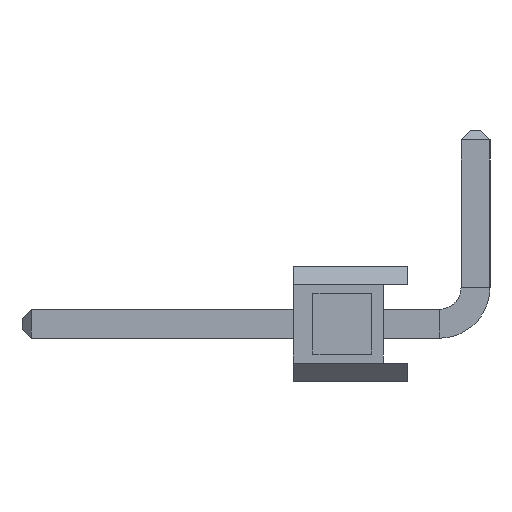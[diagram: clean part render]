
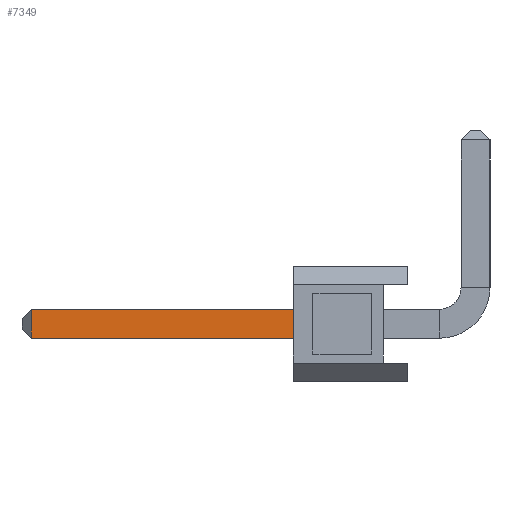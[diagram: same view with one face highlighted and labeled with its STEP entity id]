
A CAD part, left-side view. The second image highlights one B-rep face of the part: STEP entity #7349.
In plain terms, the highlighted planar face has unit normal (-1, 0, 0).
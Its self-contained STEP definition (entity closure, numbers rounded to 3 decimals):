
#264 = CARTESIAN_POINT ( 'NONE',  ( -0.32, 8.34, -0.32 ) ) ;
#1545 = VERTEX_POINT ( 'NONE', #44036 ) ;
#3144 = ORIENTED_EDGE ( 'NONE', *, *, #32904, .F. ) ;
#3692 = ORIENTED_EDGE ( 'NONE', *, *, #21161, .T. ) ;
#5991 = CARTESIAN_POINT ( 'NONE',  ( -0.32, 2.54, 0. ) ) ;
#6786 = PLANE ( 'NONE',  #39291 ) ;
#7349 = ADVANCED_FACE ( 'NONE', ( #38849 ), #6786, .T. ) ;
#8511 = EDGE_CURVE ( 'NONE', #1545, #10587, #38029, .T. ) ;
#10436 = VECTOR ( 'NONE', #20171, 1000. ) ;
#10587 = VERTEX_POINT ( 'NONE', #264 ) ;
#12581 = VERTEX_POINT ( 'NONE', #45553 ) ;
#13305 = ORIENTED_EDGE ( 'NONE', *, *, #29087, .F. ) ;
#14253 = VERTEX_POINT ( 'NONE', #37909 ) ;
#15588 = DIRECTION ( 'NONE',  ( 0., 1., 0. ) ) ;
#17424 = LINE ( 'NONE', #30078, #41295 ) ;
#18159 = DIRECTION ( 'NONE',  ( -1., 0., 0. ) ) ;
#19620 = EDGE_LOOP ( 'NONE', ( #3692, #34237, #3144, #13305 ) ) ;
#20171 = DIRECTION ( 'NONE',  ( 0., 0., -1. ) ) ;
#21161 = EDGE_CURVE ( 'NONE', #14253, #1545, #17424, .T. ) ;
#21404 = DIRECTION ( 'NONE',  ( 0., 0., 1. ) ) ;
#22155 = CARTESIAN_POINT ( 'NONE',  ( -0.32, -0.7, -0.32 ) ) ;
#25247 = VECTOR ( 'NONE', #37112, 1000. ) ;
#26564 = CARTESIAN_POINT ( 'NONE',  ( -0.32, 8.34, -0.32 ) ) ;
#29087 = EDGE_CURVE ( 'NONE', #14253, #12581, #38776, .T. ) ;
#29614 = DIRECTION ( 'NONE',  ( 0., 1., 0. ) ) ;
#30078 = CARTESIAN_POINT ( 'NONE',  ( -0.32, -0.7, 0.32 ) ) ;
#32904 = EDGE_CURVE ( 'NONE', #12581, #10587, #40410, .T. ) ;
#34237 = ORIENTED_EDGE ( 'NONE', *, *, #8511, .T. ) ;
#37112 = DIRECTION ( 'NONE',  ( 0., 0., -1. ) ) ;
#37909 = CARTESIAN_POINT ( 'NONE',  ( -0.32, 2.54, 0.32 ) ) ;
#38029 = LINE ( 'NONE', #26564, #25247 ) ;
#38776 = LINE ( 'NONE', #5991, #10436 ) ;
#38849 = FACE_OUTER_BOUND ( 'NONE', #19620, .T. ) ;
#39291 = AXIS2_PLACEMENT_3D ( 'NONE', #39410, #18159, #21404 ) ;
#39410 = CARTESIAN_POINT ( 'NONE',  ( -0.32, -0.7, -0.32 ) ) ;
#40410 = LINE ( 'NONE', #22155, #44875 ) ;
#41295 = VECTOR ( 'NONE', #29614, 1000. ) ;
#44036 = CARTESIAN_POINT ( 'NONE',  ( -0.32, 8.34, 0.32 ) ) ;
#44875 = VECTOR ( 'NONE', #15588, 1000. ) ;
#45553 = CARTESIAN_POINT ( 'NONE',  ( -0.32, 2.54, -0.32 ) ) ;
